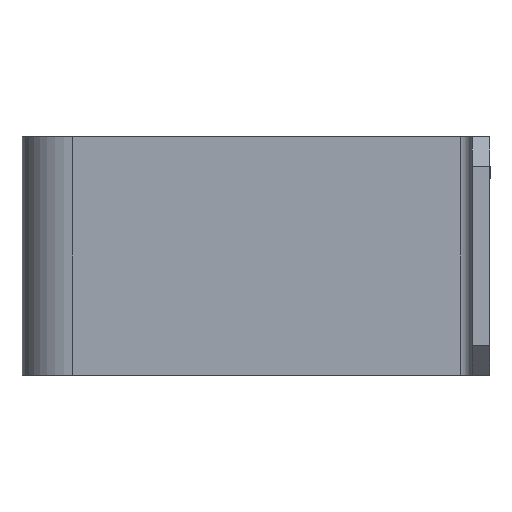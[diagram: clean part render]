
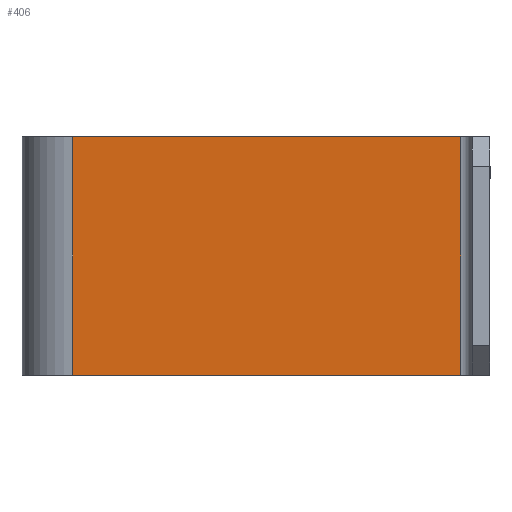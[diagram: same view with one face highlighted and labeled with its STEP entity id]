
A CAD part, left-side view. The second image highlights one B-rep face of the part: STEP entity #406.
In plain terms, the highlighted planar face has unit normal (-0.999, 0.052, 0).
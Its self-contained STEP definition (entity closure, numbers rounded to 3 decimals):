
#77 = CARTESIAN_POINT ( 'NONE',  ( -23.808, -17.156, 20. ) ) ;
#95 = CARTESIAN_POINT ( 'NONE',  ( -22.105, 15.338, 0. ) ) ;
#115 = CARTESIAN_POINT ( 'NONE',  ( -23.808, -17.156, 0. ) ) ;
#116 = CARTESIAN_POINT ( 'NONE',  ( -22.105, 15.338, 20. ) ) ;
#206 = DIRECTION ( 'NONE',  ( -0.999, 0.052, 0. ) ) ;
#213 = FACE_OUTER_BOUND ( 'NONE', #999, .T. ) ;
#223 = CARTESIAN_POINT ( 'NONE',  ( -26.56, -69.669, 20. ) ) ;
#226 = LINE ( 'NONE', #235, #1675 ) ;
#231 = PLANE ( 'NONE',  #1701 ) ;
#232 = DIRECTION ( 'NONE',  ( -0.052, -0.999, 0. ) ) ;
#235 = CARTESIAN_POINT ( 'NONE',  ( -22.105, 15.338, 20. ) ) ;
#239 = DIRECTION ( 'NONE',  ( 0., 0., 1. ) ) ;
#314 = EDGE_CURVE ( 'NONE', #1323, #1259, #580, .T. ) ;
#357 = EDGE_CURVE ( 'NONE', #1312, #1323, #758, .T. ) ;
#373 = EDGE_CURVE ( 'NONE', #1334, #1259, #842, .T. ) ;
#406 = ADVANCED_FACE ( 'NONE', ( #213 ), #231, .T. ) ;
#407 = EDGE_CURVE ( 'NONE', #1312, #1334, #226, .T. ) ;
#561 = DIRECTION ( 'NONE',  ( 0., 0., 1. ) ) ;
#568 = CARTESIAN_POINT ( 'NONE',  ( -23.808, -17.156, 20. ) ) ;
#580 = LINE ( 'NONE', #568, #1603 ) ;
#750 = CARTESIAN_POINT ( 'NONE',  ( -22.105, 15.338, 0. ) ) ;
#752 = DIRECTION ( 'NONE',  ( -0.052, -0.999, 0. ) ) ;
#758 = LINE ( 'NONE', #750, #1606 ) ;
#842 = LINE ( 'NONE', #849, #1640 ) ;
#849 = CARTESIAN_POINT ( 'NONE',  ( -22.105, 15.338, 20. ) ) ;
#880 = DIRECTION ( 'NONE',  ( -0.052, -0.999, 0. ) ) ;
#999 = EDGE_LOOP ( 'NONE', ( #1174, #1130, #1128, #1257 ) ) ;
#1128 = ORIENTED_EDGE ( 'NONE', *, *, #357, .T. ) ;
#1130 = ORIENTED_EDGE ( 'NONE', *, *, #407, .F. ) ;
#1174 = ORIENTED_EDGE ( 'NONE', *, *, #373, .F. ) ;
#1257 = ORIENTED_EDGE ( 'NONE', *, *, #314, .T. ) ;
#1259 = VERTEX_POINT ( 'NONE', #77 ) ;
#1312 = VERTEX_POINT ( 'NONE', #95 ) ;
#1323 = VERTEX_POINT ( 'NONE', #115 ) ;
#1334 = VERTEX_POINT ( 'NONE', #116 ) ;
#1603 = VECTOR ( 'NONE', #561, 1000. ) ;
#1606 = VECTOR ( 'NONE', #752, 1000. ) ;
#1640 = VECTOR ( 'NONE', #880, 1000. ) ;
#1675 = VECTOR ( 'NONE', #239, 1000. ) ;
#1701 = AXIS2_PLACEMENT_3D ( 'NONE', #223, #206, #232 ) ;
